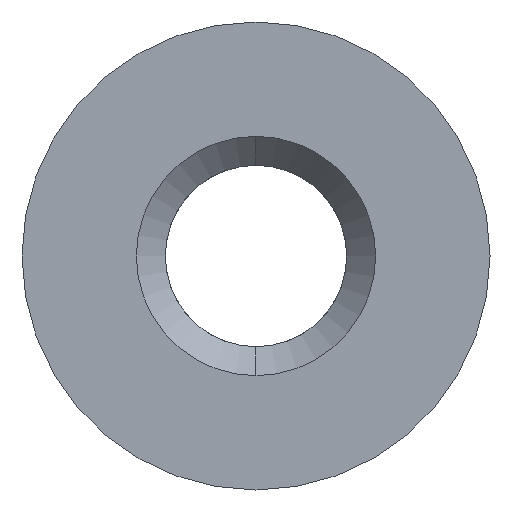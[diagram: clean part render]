
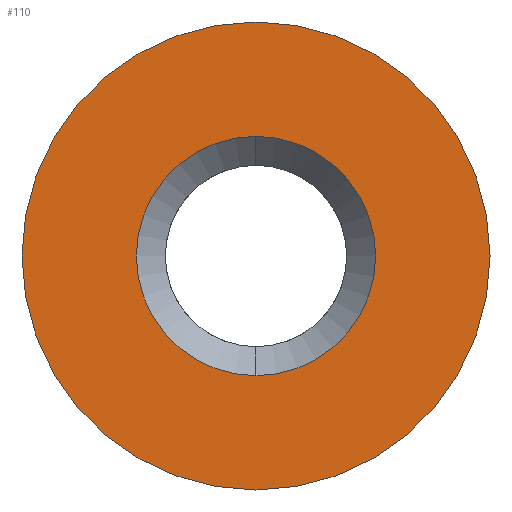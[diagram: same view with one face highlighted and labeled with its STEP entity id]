
A CAD part, left-side view. The second image highlights one B-rep face of the part: STEP entity #110.
In plain terms, the highlighted planar face has unit normal (-1, 0, 0).
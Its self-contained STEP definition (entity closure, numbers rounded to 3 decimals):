
#75=CARTESIAN_POINT('POINT7',(-4.775,0.,
   1.422));
#76=VERTEX_POINT('VERTEX7',#75);
#77=CARTESIAN_POINT('POINT8',(-4.775,0.,
   -1.422));
#78=VERTEX_POINT('VERTEX8',#77);
#79=CARTESIAN_POINT('POS9',(-4.775,0.,
   0.));
#80=DIRECTION('DIR14',(1.,0.,0.));
#81=DIRECTION('DIR15',(0.,0.,1.));
#82=AXIS2_PLACEMENT_3D('AXIS6',#79,#80,#81);
#83=CIRCLE('ELLIPSE4',#82,1.422);
#84=EDGE_CURVE('EDGE8',#76,#78,#83,.T.);
#85=ORIENTED_EDGE('COEDGE9',*,*,#84,.T.);
#86=EDGE_CURVE('EDGE9',#78,#76,#83,.T.);
#87=ORIENTED_EDGE('COEDGE10',*,*,#86,.T.);
#88=EDGE_LOOP('NONE',(#85,#87));
#89=FACE_BOUND('LOOP1',#88,.T.);
#90=CARTESIAN_POINT('POINT9',(-4.775,0.,2.781));
#91=VERTEX_POINT('VERTEX9',#90);
#92=CARTESIAN_POINT('POINT10',(-4.775,0.,
   -2.781));
#93=VERTEX_POINT('VERTEX10',#92);
#94=CARTESIAN_POINT('POS10',(-4.775,0.,
   0.));
#95=DIRECTION('DIR16',(-1.,0.,0.));
#96=DIRECTION('DIR17',(0.,0.,1.));
#97=AXIS2_PLACEMENT_3D('AXIS7',#94,#95,#96);
#98=CIRCLE('ELLIPSE5',#97,2.781);
#99=EDGE_CURVE('EDGE10',#91,#93,#98,.T.);
#100=ORIENTED_EDGE('COEDGE11',*,*,#99,.T.);
#101=EDGE_CURVE('EDGE11',#93,#91,#98,.T.);
#102=ORIENTED_EDGE('COEDGE12',*,*,#101,.T.);
#103=EDGE_LOOP('NONE',(#100,#102));
#104=FACE_BOUND('LOOP1',#103,.T.);
#105=CARTESIAN_POINT('POS11',(-4.775,0.,
   0.));
#106=DIRECTION('DIR18',(-1.,0.,0.));
#107=DIRECTION('DIR19',(0.,1.,0.));
#108=AXIS2_PLACEMENT_3D('AXIS8',#105,#106,#107);
#109=PLANE('PLANE1',#108);
#110=ADVANCED_FACE('FACE3',(#89,#104),#109,.T.);
